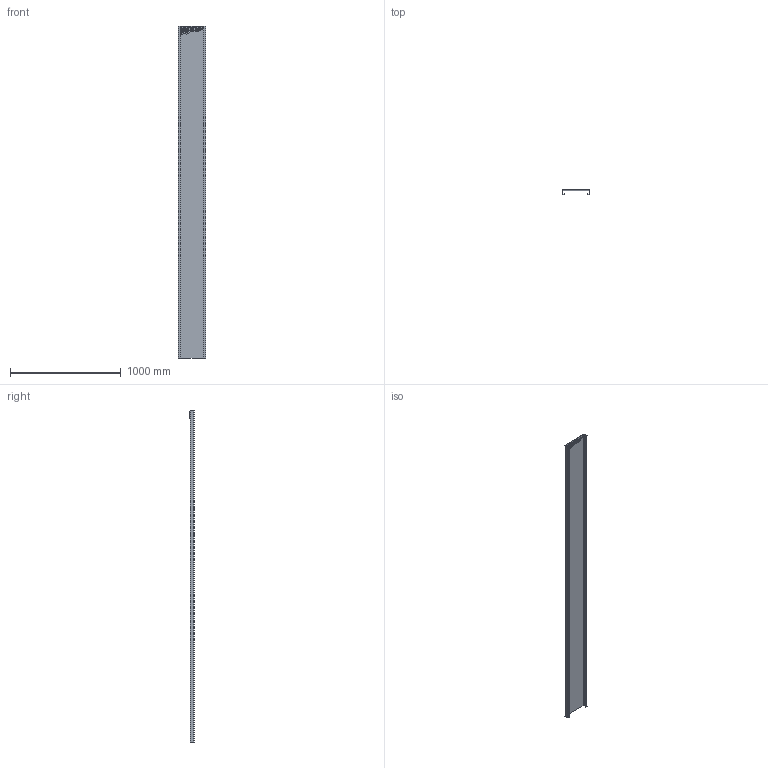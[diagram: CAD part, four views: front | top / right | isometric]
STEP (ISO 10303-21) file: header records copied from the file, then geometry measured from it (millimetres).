
FILE_DESCRIPTION (( 'STEP AP214' ), '1' );
FILE_NAME ('OPTIMO-Panel-E-3000x250x38x20x2-st240-C036020100p.STEP', '2023-11-13T13:04:00', ( '' ), ( '' ), 'SwSTEP 2.0', 'SolidWorks 2022', '' );
FILE_SCHEMA (( 'AUTOMOTIVE_DESIGN' ));
Length unit declared in the file: millimetre
Products named in the file (1): OPTIMO-Panel-E-3000x250x38x20x2-st240-C036020100p
Bounding box: 250 x 40.37 x 3000 mm (x, y, z)
Volume: 2107542.1 mm3; surface area: 2120946.3 mm2
Topology: 1 solids, 1 shells, 818 faces, 1996 edges, 1240 vertices
Faces by surface type: cylinder 488, plane 270, bspline 60
Entity records: 60464 total; most frequent: CARTESIAN_POINT 43925, ORIENTED_EDGE 3992, DIRECTION 2570, EDGE_CURVE 1996, VERTEX_POINT 1240, LINE 1020, VECTOR 1020, EDGE_LOOP 878
